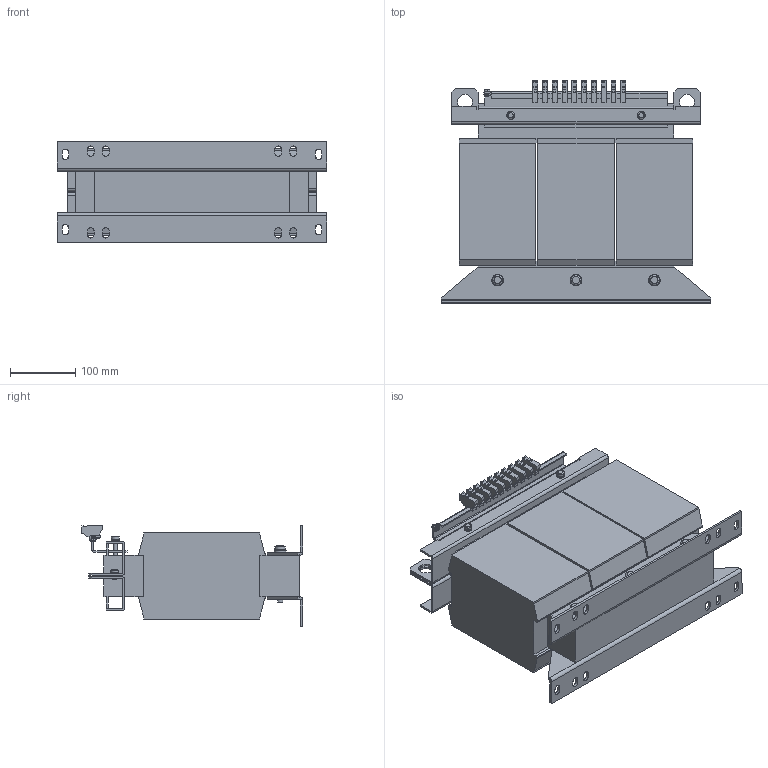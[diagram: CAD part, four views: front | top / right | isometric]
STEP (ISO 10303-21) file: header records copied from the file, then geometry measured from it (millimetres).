
FILE_DESCRIPTION (( 'STEP AP214' ), '1' );
FILE_NAME ('198357.STEP', '2020-05-28T17:25:17', ( '' ), ( '' ), 'SwSTEP 2.0', 'SolidWorks 2018', '' );
FILE_SCHEMA (( 'AUTOMOTIVE_DESIGN' ));
Length unit declared in the file: millimetre
Products named in the file (1): 198357
Bounding box: 412 x 339.95 x 155 mm (x, y, z)
Volume: 11269288.9 mm3; surface area: 772626.9 mm2
Topology: 1 solids, 1 shells, 932 faces, 2528 edges, 1628 vertices
Faces by surface type: plane 672, cylinder 210, torus 26, sphere 14, cone 10
Entity records: 29265 total; most frequent: CARTESIAN_POINT 5253, ORIENTED_EDGE 5052, DIRECTION 4891, EDGE_CURVE 2526, VECTOR 1955, LINE 1955, VERTEX_POINT 1628, AXIS2_PLACEMENT_3D 1468
